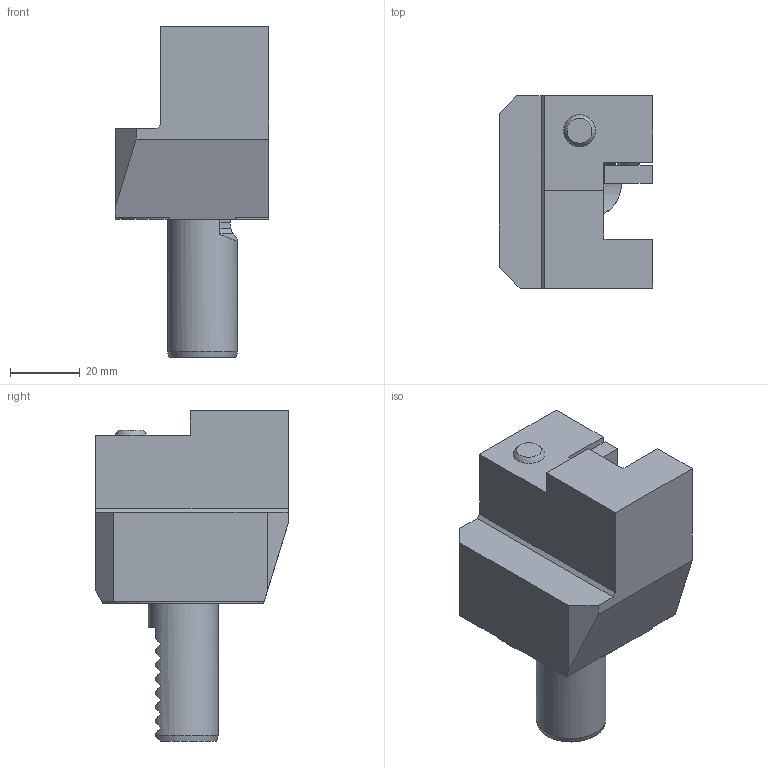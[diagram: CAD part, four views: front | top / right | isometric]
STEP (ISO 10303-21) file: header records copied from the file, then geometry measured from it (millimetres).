
FILE_DESCRIPTION(/* description */ (''),/* implementation_level */ '2;1');
FILE_NAME(/* name */ 'W1100030_A__specification_W1100030_Aussen_.stp',/* time_stamp */ '2011-04-11T11:43:57+02:00',/* author */ (''),/* organization */ (''),/* preprocessor_version */ 'ST-DEVELOPER v11',/* originating_system */ 'UGS - NX 5.0',/* authorisation */ '');
FILE_SCHEMA (('AUTOMOTIVE_DESIGN { 1 0 10303 214 0 1 1 1 }'));
Length unit declared in the file: millimetre
Products named in the file (1): hees2AFDhbgk
Bounding box: 44 x 55 x 94.5 mm (x, y, z)
Volume: 100632.8 mm3; surface area: 19072.7 mm2
Topology: 1 solids, 1 shells, 66 faces, 184 edges, 123 vertices
Faces by surface type: plane 55, cylinder 7, cone 3, sphere 1
Full cylindrical faces by diameter (mm): 20 x1
Entity records: 2123 total; most frequent: CARTESIAN_POINT 385, DIRECTION 359, ORIENTED_EDGE 352, EDGE_CURVE 176, AXIS2_PLACEMENT_3D 121, VERTEX_POINT 119, LINE 117, VECTOR 117
